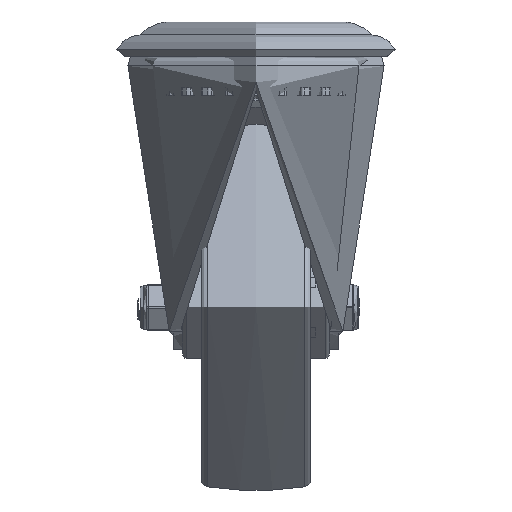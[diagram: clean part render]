
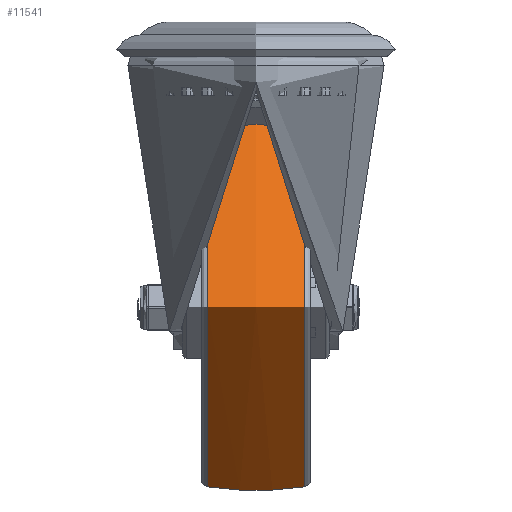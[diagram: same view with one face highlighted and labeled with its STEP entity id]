
A CAD part, left-side view. The second image highlights one B-rep face of the part: STEP entity #11541.
In plain terms, the highlighted free-form (B-spline) face has degree [2, 2] with [3, 9] control points.
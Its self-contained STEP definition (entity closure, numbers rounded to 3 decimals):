
#45=(
BOUNDED_SURFACE()
B_SPLINE_SURFACE(2,2,((#20887,#20888,#20889,#20890,#20891,#20892,#20893,
#20894,#20895),(#20896,#20897,#20898,#20899,#20900,#20901,#20902,#20903,
#20904),(#20905,#20906,#20907,#20908,#20909,#20910,#20911,#20912,#20913)),
 .UNSPECIFIED.,.F.,.T.,.F.)
B_SPLINE_SURFACE_WITH_KNOTS((3,3),(3,2,2,2,3),(-0.147,0.147),
(-3.142,-1.571,0.,1.571,3.142),
 .UNSPECIFIED.)
GEOMETRIC_REPRESENTATION_ITEM()
RATIONAL_B_SPLINE_SURFACE(((1.,0.707,1.,0.707,1.,
0.707,1.,0.707,1.),(0.989,0.699,
0.989,0.699,0.989,0.699,
0.989,0.699,0.989),(1.,0.707,
1.,0.707,1.,0.707,1.,0.707,1.)))
REPRESENTATION_ITEM('')
SURFACE()
);
#3443=FACE_OUTER_BOUND('',#4131,.T.);
#4131=EDGE_LOOP('',(#10058,#10059,#10060,#10061));
#4741=CIRCLE('',#12751,49.02);
#4744=CIRCLE('',#12754,49.02);
#4745=CIRCLE('',#12755,90.625);
#5669=VERTEX_POINT('',#20882);
#5671=VERTEX_POINT('',#20914);
#7170=EDGE_CURVE('',#5669,#5669,#4741,.T.);
#7173=EDGE_CURVE('',#5671,#5671,#4744,.T.);
#7174=EDGE_CURVE('',#5671,#5669,#4745,.T.);
#10058=ORIENTED_EDGE('',*,*,#7173,.F.);
#10059=ORIENTED_EDGE('',*,*,#7174,.T.);
#10060=ORIENTED_EDGE('',*,*,#7170,.T.);
#10061=ORIENTED_EDGE('',*,*,#7174,.F.);
#11541=ADVANCED_FACE('',(#3443),#45,.F.);
#12751=AXIS2_PLACEMENT_3D('',#20883,#15554,#15555);
#12754=AXIS2_PLACEMENT_3D('',#20915,#15560,#15561);
#12755=AXIS2_PLACEMENT_3D('',#20916,#15562,#15563);
#15554=DIRECTION('center_axis',(0.,1.,0.));
#15555=DIRECTION('ref_axis',(0.,0.,1.));
#15560=DIRECTION('center_axis',(0.,1.,0.));
#15561=DIRECTION('ref_axis',(0.,0.,1.));
#15562=DIRECTION('center_axis',(-1.,0.,0.));
#15563=DIRECTION('ref_axis',(0.,0.,
-1.));
#20882=CARTESIAN_POINT('',(0.,-13.293,-49.02));
#20883=CARTESIAN_POINT('Origin',(0.,-13.293,0.));
#20887=CARTESIAN_POINT('Ctrl Pts',(0.,-13.293,-49.02));
#20888=CARTESIAN_POINT('Ctrl Pts',(-49.02,-13.293,-49.02));
#20889=CARTESIAN_POINT('Ctrl Pts',(-49.02,-13.293,0.));
#20890=CARTESIAN_POINT('Ctrl Pts',(-49.02,-13.293,49.02));
#20891=CARTESIAN_POINT('Ctrl Pts',(0.,-13.293,49.02));
#20892=CARTESIAN_POINT('Ctrl Pts',(49.02,-13.293,49.02));
#20893=CARTESIAN_POINT('Ctrl Pts',(49.02,-13.293,0.));
#20894=CARTESIAN_POINT('Ctrl Pts',(49.02,-13.293,-49.02));
#20895=CARTESIAN_POINT('Ctrl Pts',(0.,-13.293,-49.02));
#20896=CARTESIAN_POINT('Ctrl Pts',(0.,0.,-50.991));
#20897=CARTESIAN_POINT('Ctrl Pts',(-50.991,0.,
-50.991));
#20898=CARTESIAN_POINT('Ctrl Pts',(-50.991,0.,
0.));
#20899=CARTESIAN_POINT('Ctrl Pts',(-50.991,0.,
50.991));
#20900=CARTESIAN_POINT('Ctrl Pts',(0.,0.,50.991));
#20901=CARTESIAN_POINT('Ctrl Pts',(50.991,0.,
50.991));
#20902=CARTESIAN_POINT('Ctrl Pts',(50.991,0.,
0.));
#20903=CARTESIAN_POINT('Ctrl Pts',(50.991,0.,
-50.991));
#20904=CARTESIAN_POINT('Ctrl Pts',(0.,0.,-50.991));
#20905=CARTESIAN_POINT('Ctrl Pts',(0.,13.293,-49.02));
#20906=CARTESIAN_POINT('Ctrl Pts',(-49.02,13.293,-49.02));
#20907=CARTESIAN_POINT('Ctrl Pts',(-49.02,13.293,0.));
#20908=CARTESIAN_POINT('Ctrl Pts',(-49.02,13.293,49.02));
#20909=CARTESIAN_POINT('Ctrl Pts',(0.,13.293,49.02));
#20910=CARTESIAN_POINT('Ctrl Pts',(49.02,13.293,49.02));
#20911=CARTESIAN_POINT('Ctrl Pts',(49.02,13.293,0.));
#20912=CARTESIAN_POINT('Ctrl Pts',(49.02,13.293,-49.02));
#20913=CARTESIAN_POINT('Ctrl Pts',(0.,13.293,-49.02));
#20914=CARTESIAN_POINT('',(0.,13.293,-49.02));
#20915=CARTESIAN_POINT('Origin',(0.,13.293,0.));
#20916=CARTESIAN_POINT('Origin',(0.,0.,
40.625));
